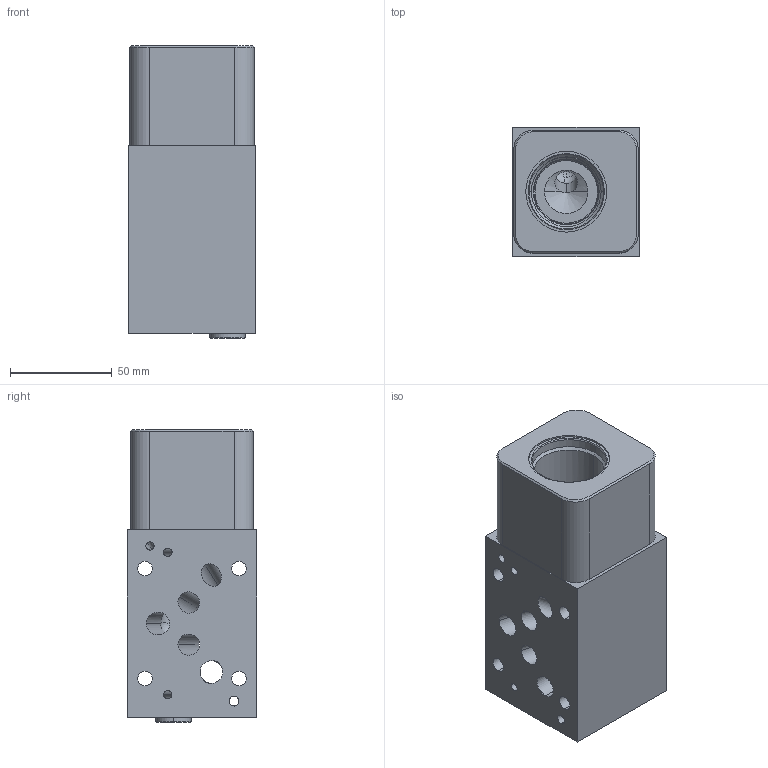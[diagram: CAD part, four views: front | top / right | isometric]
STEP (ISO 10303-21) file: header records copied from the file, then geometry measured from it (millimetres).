
FILE_DESCRIPTION((''),'2;1');
FILE_NAME('Z4A_ASM','2019-10-16T',('ProEService'),(''),'PRO/ENGINEER BY PARAMETRIC TECHNOLOGY CORPORATION, 2014200','PRO/ENGINEER BY PARAMETRIC TECHNOLOGY CORPORATION, 2014200','');
FILE_SCHEMA(('CONFIG_CONTROL_DESIGN'));
Length unit declared in the file: inch
Products named in the file (3): 153-874; A330-006-006; Z4A_ASM
Assembly tree (2 placements, depth 2):
  Z4A_ASM
    153-874
    A330-006-006
Bounding box: 61.93 x 63.5 x 143.79 mm (x, y, z)
Volume: 427388.9 mm3; surface area: 72979 mm2
Topology: 2 solids, 2 shells, 178 faces, 682 edges, 626 vertices
Faces by surface type: cylinder 83, cone 44, plane 33, sphere 14, torus 4
Entity records: 9429 total; most frequent: CARTESIAN_POINT 3983, DIRECTION 1085, ORIENTED_EDGE 896, EDGE_CURVE 448, VECTOR 383, LINE 383, AXIS2_PLACEMENT_3D 351, VERTEX_POINT 277
